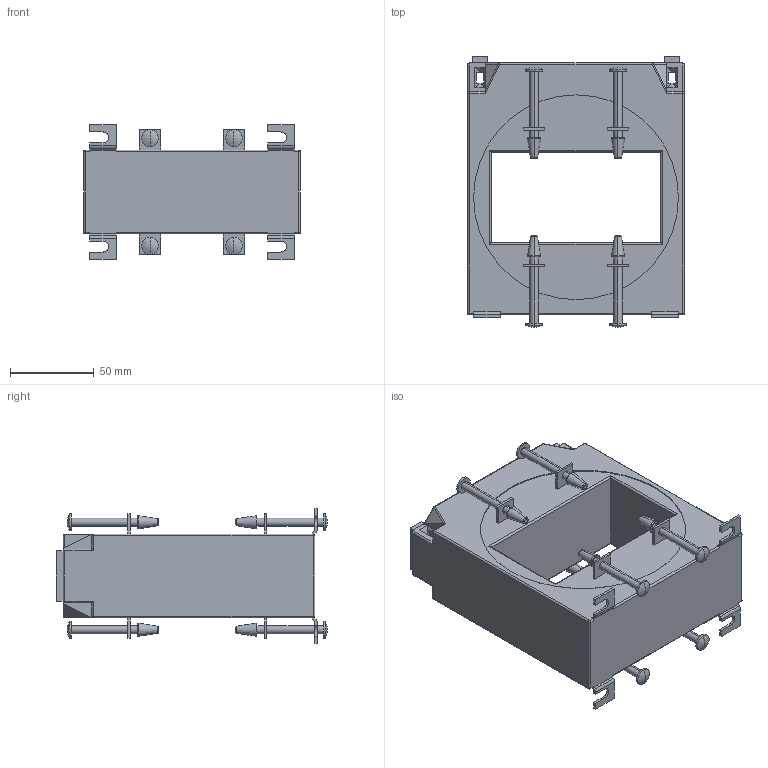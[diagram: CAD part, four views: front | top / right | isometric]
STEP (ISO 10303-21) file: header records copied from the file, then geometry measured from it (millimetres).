
FILE_DESCRIPTION((''),'2;1');
FILE_NAME('TC12','2017-09-05T',('bcollados'),(''),'CREO PARAMETRIC BY PTC INC, 2015290','CREO PARAMETRIC BY PTC INC, 2015290','');
FILE_SCHEMA(('AUTOMOTIVE_DESIGN { 1 0 10303 214 1 1 1 1 }'));
Length unit declared in the file: millimetre
Products named in the file (1): TC12
Bounding box: 129 x 161.4 x 80 mm (x, y, z)
Volume: 695317 mm3; surface area: 85111.6 mm2
Topology: 9 solids, 9 shells, 464 faces, 1121 edges, 698 vertices
Faces by surface type: plane 268, cylinder 116, torus 32, bspline 20, cone 16, sphere 12
Entity records: 22428 total; most frequent: CARTESIAN_POINT 2932, DIRECTION 2259, ORIENTED_EDGE 2202, COLOUR_RGB 1582, PRESENTATION_STYLE_ASSIGNMENT 1475, STYLED_ITEM 1110, CURVE_STYLE 1101, EDGE_CURVE 1101
